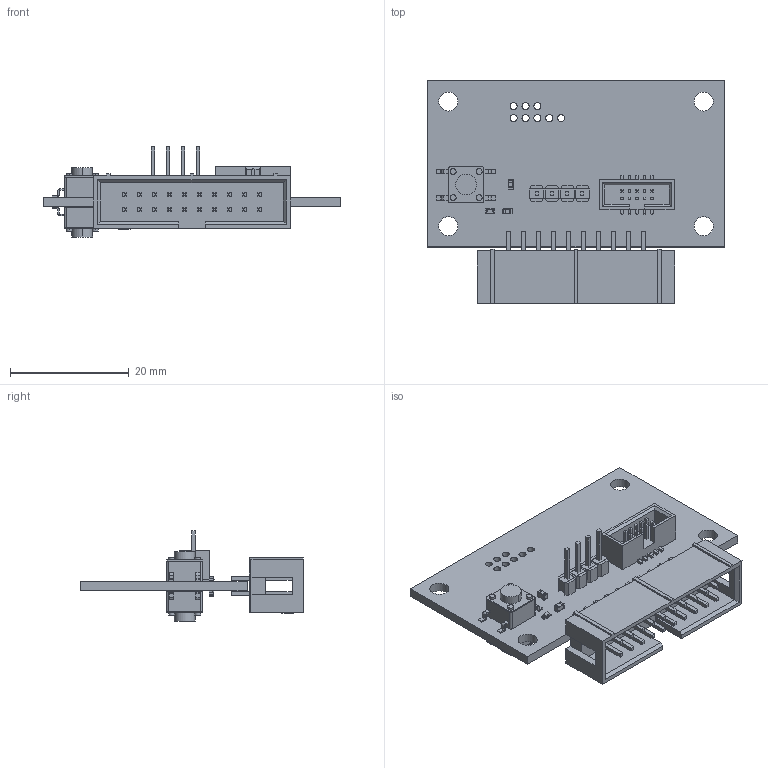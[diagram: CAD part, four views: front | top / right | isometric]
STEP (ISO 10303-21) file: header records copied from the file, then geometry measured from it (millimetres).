
FILE_DESCRIPTION(('Open CASCADE Model'),'2;1');
FILE_NAME('Open CASCADE Shape Model','2023-05-24T21:33:25',('Author'),( 'Open CASCADE'),'Open CASCADE STEP processor 7.5','Open CASCADE 7.5' ,'Unknown');
FILE_SCHEMA(('AUTOMOTIVE_DESIGN { 1 0 10303 214 1 1 1 1 }'));
Length unit declared in the file: millimetre
Products named in the file (39): PCB; Board; Open CASCADE STEP translator 7.5 1.1.1; SW2; User Library-FSM4JSMATR - TE Connectivity - SPST 6mm Tactile Switch; SW1; R3; RESC160X80X95L40N; R2; R1; HL2; LED_0603_R; User Library-LED_0603_R_Pocket002; User Library-LED_0603_R_Pad004; User Library-LED_0603_R_Fillet; User Library-LED_0603_R_Pocket001; User Library-LED_0603_R_Pad; HL1; X3; BH-20; X2; KLS1-202C-10-T-B; X1; 5940555840; Extruded; 5940555680; 5940555520; 5940555360; 5940555200; 5940554880; 5940554400; 5940554240
Assembly tree (54 placements, depth 4):
  PCB
    Board
      Open CASCADE STEP translator 7.5 1.1.1
    SW2
      User Library-FSM4JSMATR - TE Connectivity - SPST 6mm Tactile Switch
    SW1
      User Library-FSM4JSMATR - TE Connectivity - SPST 6mm Tactile Switch
    R3
      RESC160X80X95L40N
    R2
      RESC160X80X95L40N
    R1
      RESC160X80X95L40N
    HL2
      LED_0603_R
        User Library-LED_0603_R_Pocket002
        User Library-LED_0603_R_Pad004
        User Library-LED_0603_R_Fillet
        User Library-LED_0603_R_Pocket001
        User Library-LED_0603_R_Pad
    HL1
      LED_0603_R
        User Library-LED_0603_R_Pocket002
        User Library-LED_0603_R_Pad004
        User Library-LED_0603_R_Fillet
        User Library-LED_0603_R_Pocket001
        User Library-LED_0603_R_Pad
    X3
      BH-20
    X2
      KLS1-202C-10-T-B
    X1
      5940555840  x3
        Extruded
      5940555680  x4
        Extruded
      5940555520  x3
        Extruded
      5940555360  x3
        Extruded
      5940555200  x4
        Extruded
      5940554880
        Extruded
      5940554400
        Extruded
      5940554240
        Extruded
Bounding box: 50 x 37.47 x 15.17 mm (x, y, z)
Volume: 3999 mm3; surface area: 6625.8 mm2
Topology: 55 solids, 57 shells, 1280 faces, 2941 edges, 1806 vertices
Faces by surface type: plane 1036, cylinder 220, sphere 24
Full cylindrical faces by diameter (mm): 0.9 x4, 1 x2, 1.2 x8, 3.2 x4
Entity records: 30181 total; most frequent: CARTESIAN_POINT 4447, ORIENTED_EDGE 4210, DIRECTION 4194, EDGE_CURVE 2106, LINE 1908, VECTOR 1908, VERTEX_POINT 1300, AXIS2_PLACEMENT_3D 1143
